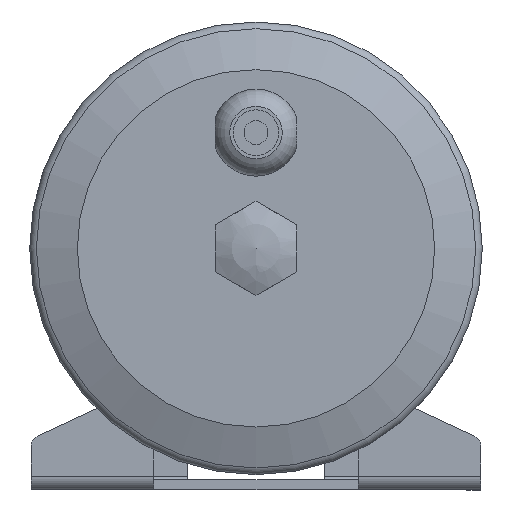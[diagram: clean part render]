
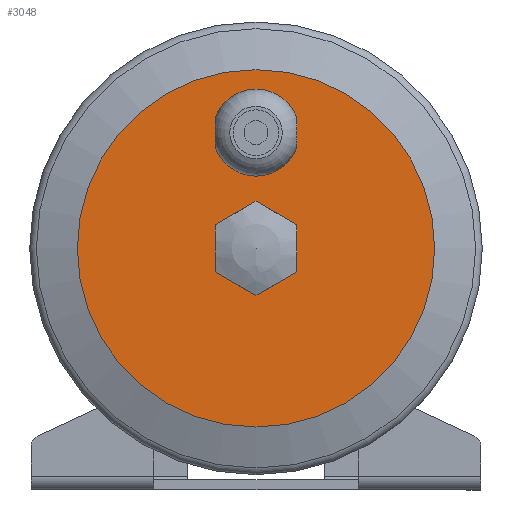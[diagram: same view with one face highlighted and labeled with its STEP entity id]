
A CAD part, left-side view. The second image highlights one B-rep face of the part: STEP entity #3048.
In plain terms, the highlighted planar face has unit normal (-1, 0, 0).
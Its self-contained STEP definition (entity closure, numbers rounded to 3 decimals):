
#43=PLANE('',#3248);
#149=LINE('',#4477,#315);
#151=LINE('',#4483,#317);
#153=LINE('',#4489,#319);
#155=LINE('',#4495,#321);
#157=LINE('',#4501,#323);
#158=LINE('',#4504,#324);
#159=LINE('',#4506,#325);
#160=LINE('',#4507,#326);
#315=VECTOR('',#3603,1000.);
#317=VECTOR('',#3609,1000.);
#319=VECTOR('',#3615,1000.);
#321=VECTOR('',#3621,1000.);
#323=VECTOR('',#3627,1000.);
#324=VECTOR('',#3632,1000.);
#325=VECTOR('',#3635,1000.);
#326=VECTOR('',#3636,1000.);
#540=ORIENTED_EDGE('',*,*,#1139,.F.);
#541=ORIENTED_EDGE('',*,*,#1178,.F.);
#542=ORIENTED_EDGE('',*,*,#1148,.F.);
#543=ORIENTED_EDGE('',*,*,#1179,.T.);
#544=ORIENTED_EDGE('',*,*,#1180,.T.);
#545=ORIENTED_EDGE('',*,*,#1177,.T.);
#546=ORIENTED_EDGE('',*,*,#1163,.T.);
#547=ORIENTED_EDGE('',*,*,#1166,.T.);
#548=ORIENTED_EDGE('',*,*,#1169,.T.);
#549=ORIENTED_EDGE('',*,*,#1172,.T.);
#550=ORIENTED_EDGE('',*,*,#1175,.T.);
#1139=EDGE_CURVE('',#1464,#1465,#1702,.T.);
#1148=EDGE_CURVE('',#1472,#1474,#1706,.T.);
#1163=EDGE_CURVE('',#1480,#1482,#149,.T.);
#1166=EDGE_CURVE('',#1482,#1484,#151,.T.);
#1169=EDGE_CURVE('',#1484,#1486,#153,.T.);
#1172=EDGE_CURVE('',#1486,#1488,#155,.T.);
#1175=EDGE_CURVE('',#1488,#1490,#157,.T.);
#1177=EDGE_CURVE('',#1490,#1480,#158,.T.);
#1178=EDGE_CURVE('',#1474,#1464,#159,.T.);
#1179=EDGE_CURVE('',#1472,#1465,#160,.T.);
#1180=EDGE_CURVE('',#1491,#1491,#1717,.T.);
#1464=VERTEX_POINT('',#4369);
#1465=VERTEX_POINT('',#4370);
#1472=VERTEX_POINT('',#4387);
#1474=VERTEX_POINT('',#4390);
#1480=VERTEX_POINT('',#4472);
#1482=VERTEX_POINT('',#4476);
#1484=VERTEX_POINT('',#4482);
#1486=VERTEX_POINT('',#4488);
#1488=VERTEX_POINT('',#4494);
#1490=VERTEX_POINT('',#4500);
#1491=VERTEX_POINT('',#4509);
#1702=CIRCLE('',#3222,12.8);
#1706=CIRCLE('',#3228,12.8);
#1717=CIRCLE('',#3249,52.5);
#1868=EDGE_LOOP('',(#540,#541,#542,#543));
#1869=EDGE_LOOP('',(#544));
#1870=EDGE_LOOP('',(#545,#546,#547,#548,#549,#550));
#2106=FACE_BOUND('',#1868,.T.);
#2107=FACE_BOUND('',#1869,.T.);
#2108=FACE_BOUND('',#1870,.T.);
#3048=ADVANCED_FACE('',(#2106,#2107,#2108),#43,.T.);
#3222=AXIS2_PLACEMENT_3D('',#4368,#3563,#3564);
#3228=AXIS2_PLACEMENT_3D('',#4389,#3580,#3581);
#3248=AXIS2_PLACEMENT_3D('',#4505,#3633,#3634);
#3249=AXIS2_PLACEMENT_3D('',#4508,#3637,#3638);
#3563=DIRECTION('',(-1.,0.,0.));
#3564=DIRECTION('',(0.,0.,1.));
#3580=DIRECTION('',(-1.,0.,0.));
#3581=DIRECTION('',(0.,0.,1.));
#3603=DIRECTION('',(0.,0.866,0.5));
#3609=DIRECTION('',(0.,0.,1.));
#3615=DIRECTION('',(0.,-0.866,0.5));
#3621=DIRECTION('',(0.,-0.866,-0.5));
#3627=DIRECTION('',(0.,0.,-1.));
#3632=DIRECTION('',(0.,0.866,-0.5));
#3633=DIRECTION('',(-1.,0.,0.));
#3634=DIRECTION('',(0.,0.,1.));
#3635=DIRECTION('',(0.,0.,-1.));
#3636=DIRECTION('',(0.,0.,-1.));
#3637=DIRECTION('',(-1.,0.,0.));
#3638=DIRECTION('',(0.,0.,1.));
#4368=CARTESIAN_POINT('',(-264.5,0.,34.));
#4369=CARTESIAN_POINT('',(-264.5,12.,29.546));
#4370=CARTESIAN_POINT('',(-264.5,-12.,29.546));
#4387=CARTESIAN_POINT('',(-264.5,-12.,38.454));
#4389=CARTESIAN_POINT('',(-264.5,0.,34.));
#4390=CARTESIAN_POINT('',(-264.5,12.,38.454));
#4472=CARTESIAN_POINT('',(-264.5,0.,-13.856));
#4476=CARTESIAN_POINT('',(-264.5,12.,-6.928));
#4477=CARTESIAN_POINT('',(-264.5,0.,-13.856));
#4482=CARTESIAN_POINT('',(-264.5,12.,6.928));
#4483=CARTESIAN_POINT('',(-264.5,12.,-6.928));
#4488=CARTESIAN_POINT('',(-264.5,0.,13.856));
#4489=CARTESIAN_POINT('',(-264.5,12.,6.928));
#4494=CARTESIAN_POINT('',(-264.5,-12.,6.928));
#4495=CARTESIAN_POINT('',(-264.5,0.,13.856));
#4500=CARTESIAN_POINT('',(-264.5,-12.,-6.928));
#4501=CARTESIAN_POINT('',(-264.5,-12.,6.928));
#4504=CARTESIAN_POINT('',(-264.5,-12.,-6.928));
#4505=CARTESIAN_POINT('',(-264.5,0.,52.5));
#4506=CARTESIAN_POINT('',(-264.5,12.,38.454));
#4507=CARTESIAN_POINT('',(-264.5,-12.,38.454));
#4508=CARTESIAN_POINT('',(-264.5,0.,0.));
#4509=CARTESIAN_POINT('',(-264.5,0.,52.5));
